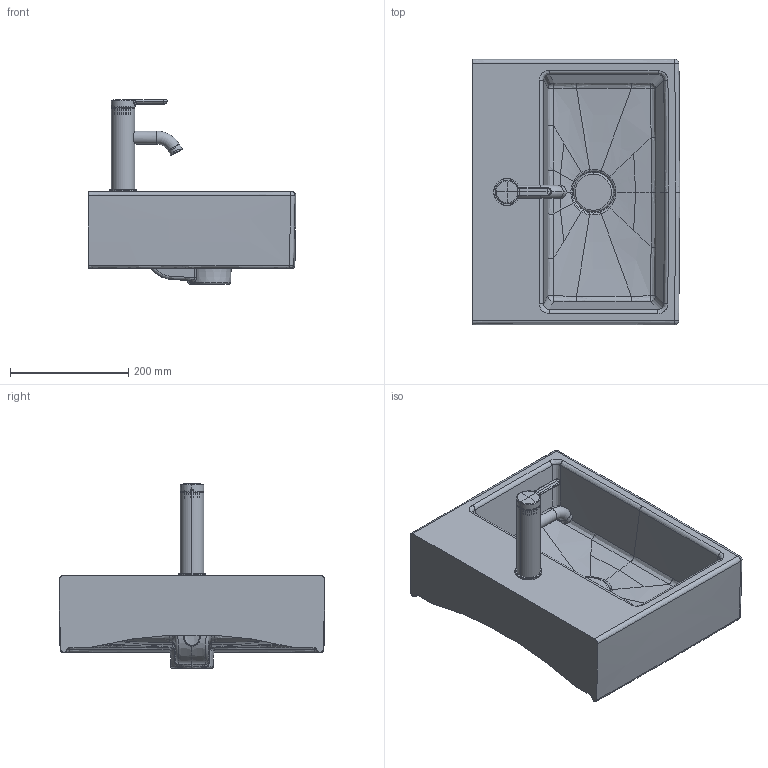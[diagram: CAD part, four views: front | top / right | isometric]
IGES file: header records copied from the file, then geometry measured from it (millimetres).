
Global section: file name: No Iges File Name specified; native system: Autodesk Inventor 2011; preprocessor: AutoDesk Inventor Iges Exporter R2011; author: Administrator; date: 20170703.124906; units: millimetre
Bounding box: 351.61 x 450.05 x 312.5 mm (x, y, z)
Volume: 8341920 mm3; surface area: 767941.9 mm2
Topology: 8 solids, 11 shells, 504 faces, 1185 edges, 711 vertices
Faces by surface type: bspline 244, revolution 101, plane 83, cylinder 44, torus 19, cone 10, sphere 3
